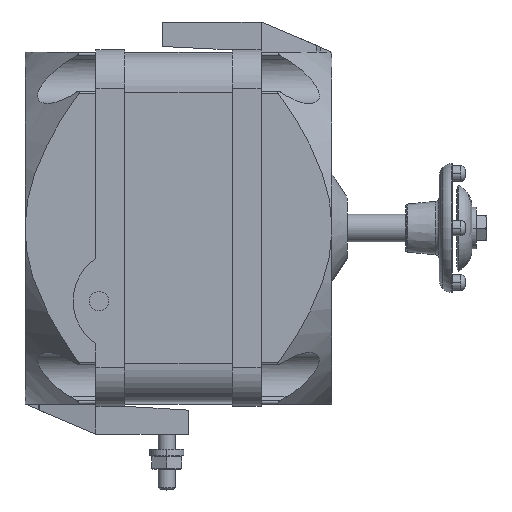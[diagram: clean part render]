
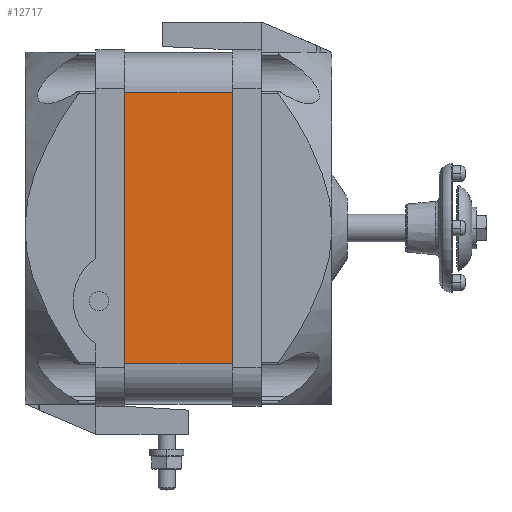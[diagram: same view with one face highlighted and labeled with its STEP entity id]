
A CAD part, front view. The second image highlights one B-rep face of the part: STEP entity #12717.
In plain terms, the highlighted planar face has unit normal (0, -1, 0).
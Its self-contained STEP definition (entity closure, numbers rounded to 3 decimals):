
#2720=DIRECTION('',(0.,0.,-1.));
#2721=VECTOR('',#2720,62.999);
#2722=CARTESIAN_POINT('',(12.5,-41.,31.5));
#2723=LINE('',#2722,#2721);
#4726=DIRECTION('',(1.,0.,0.));
#4727=VECTOR('',#4726,25.);
#4728=CARTESIAN_POINT('',(-12.5,-41.,31.5));
#4729=LINE('',#4728,#4727);
#4734=DIRECTION('',(1.,0.,0.));
#4735=VECTOR('',#4734,25.);
#4736=CARTESIAN_POINT('',(-12.5,-41.,-31.5));
#4737=LINE('',#4736,#4735);
#4738=DIRECTION('',(0.,0.,-1.));
#4739=VECTOR('',#4738,62.999);
#4740=CARTESIAN_POINT('',(-12.5,-41.,31.5));
#4741=LINE('',#4740,#4739);
#5884=CARTESIAN_POINT('',(-12.5,-41.,-31.5));
#5885=VERTEX_POINT('',#5884);
#5886=CARTESIAN_POINT('',(-12.5,-41.,31.5));
#5887=VERTEX_POINT('',#5886);
#6403=CARTESIAN_POINT('',(12.5,-41.,-31.5));
#6404=VERTEX_POINT('',#6403);
#6405=CARTESIAN_POINT('',(12.5,-41.,31.5));
#6406=VERTEX_POINT('',#6405);
#12705=CARTESIAN_POINT('',(-12.5,-41.,-31.5));
#12706=DIRECTION('',(0.,-1.,0.));
#12707=DIRECTION('',(0.,0.,-1.));
#12708=AXIS2_PLACEMENT_3D('',#12705,#12706,#12707);
#12709=PLANE('',#12708);
#12710=ORIENTED_EDGE('',*,*,#10309,.T.);
#12712=ORIENTED_EDGE('',*,*,#12711,.F.);
#12713=ORIENTED_EDGE('',*,*,#7442,.F.);
#12714=ORIENTED_EDGE('',*,*,#12698,.T.);
#12715=EDGE_LOOP('',(#12710,#12712,#12713,#12714));
#12716=FACE_OUTER_BOUND('',#12715,.F.);
#12717=ADVANCED_FACE('',(#12716),#12709,.T.);
#7442=EDGE_CURVE('',#5887,#5885,#4741,.T.);
#10309=EDGE_CURVE('',#6406,#6404,#2723,.T.);
#12698=EDGE_CURVE('',#5887,#6406,#4729,.T.);
#12711=EDGE_CURVE('',#5885,#6404,#4737,.T.);
